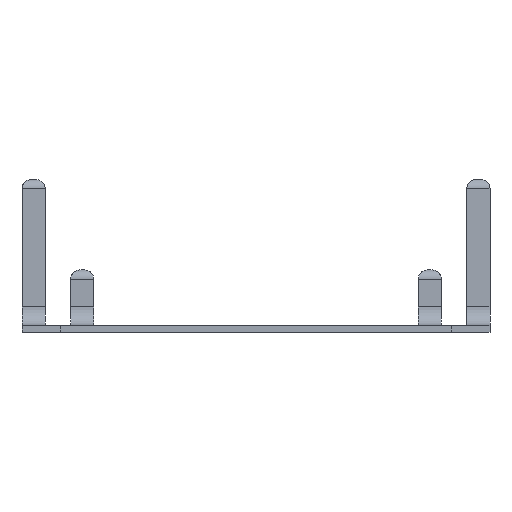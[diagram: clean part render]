
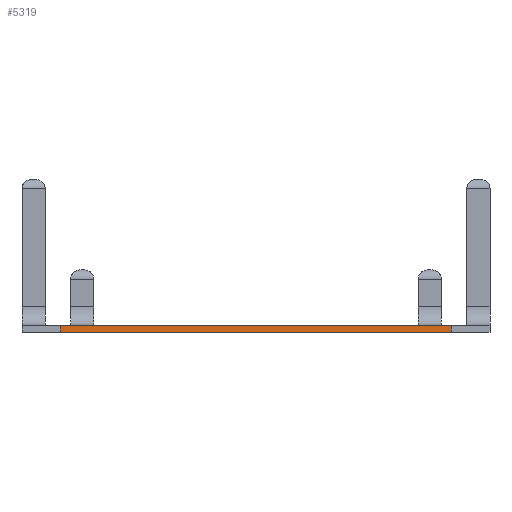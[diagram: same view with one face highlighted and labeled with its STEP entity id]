
A CAD part, front view. The second image highlights one B-rep face of the part: STEP entity #5319.
In plain terms, the highlighted planar face has unit normal (0, -1, 0).
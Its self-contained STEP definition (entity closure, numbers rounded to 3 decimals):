
#315 = PLANE('',#316);
#316 = AXIS2_PLACEMENT_3D('',#317,#318,#319);
#317 = CARTESIAN_POINT('',(-50.5,50.25,1.5));
#318 = DIRECTION('',(0.,0.,1.));
#319 = DIRECTION('',(1.,0.,0.));
#371 = PLANE('',#372);
#372 = AXIS2_PLACEMENT_3D('',#373,#374,#375);
#373 = CARTESIAN_POINT('',(-50.5,50.25,0.));
#374 = DIRECTION('',(0.,0.,1.));
#375 = DIRECTION('',(1.,0.,0.));
#1169 = VERTEX_POINT('',#1170);
#1170 = CARTESIAN_POINT('',(-42.1,-47.35,1.5));
#1184 = PLANE('',#1185);
#1185 = AXIS2_PLACEMENT_3D('',#1186,#1187,#1188);
#1186 = CARTESIAN_POINT('',(-42.1,-50.25,1.5));
#1187 = DIRECTION('',(1.,0.,0.));
#1188 = DIRECTION('',(0.,1.,0.));
#1196 = EDGE_CURVE('',#1169,#1197,#1199,.T.);
#1197 = VERTEX_POINT('',#1198);
#1198 = CARTESIAN_POINT('',(42.1,-47.35,1.5));
#1199 = SURFACE_CURVE('',#1200,(#1204,#1211),.PCURVE_S1.);
#1200 = LINE('',#1201,#1202);
#1201 = CARTESIAN_POINT('',(-42.1,-47.35,1.5));
#1202 = VECTOR('',#1203,1.);
#1203 = DIRECTION('',(1.,0.,0.));
#1204 = PCURVE('',#315,#1205);
#1205 = DEFINITIONAL_REPRESENTATION('',(#1206),#1210);
#1206 = LINE('',#1207,#1208);
#1207 = CARTESIAN_POINT('',(8.4,-97.6));
#1208 = VECTOR('',#1209,1.);
#1209 = DIRECTION('',(1.,0.));
#1210 = ( GEOMETRIC_REPRESENTATION_CONTEXT(2) 
PARAMETRIC_REPRESENTATION_CONTEXT() REPRESENTATION_CONTEXT('2D SPACE',''
  ) );
#1211 = PCURVE('',#1212,#1217);
#1212 = PLANE('',#1213);
#1213 = AXIS2_PLACEMENT_3D('',#1214,#1215,#1216);
#1214 = CARTESIAN_POINT('',(-42.1,-47.35,1.5));
#1215 = DIRECTION('',(0.,-1.,0.));
#1216 = DIRECTION('',(1.,0.,0.));
#1217 = DEFINITIONAL_REPRESENTATION('',(#1218),#1222);
#1218 = LINE('',#1219,#1220);
#1219 = CARTESIAN_POINT('',(0.,0.));
#1220 = VECTOR('',#1221,1.);
#1221 = DIRECTION('',(1.,0.));
#1222 = ( GEOMETRIC_REPRESENTATION_CONTEXT(2) 
PARAMETRIC_REPRESENTATION_CONTEXT() REPRESENTATION_CONTEXT('2D SPACE',''
  ) );
#1240 = PLANE('',#1241);
#1241 = AXIS2_PLACEMENT_3D('',#1242,#1243,#1244);
#1242 = CARTESIAN_POINT('',(42.1,-50.25,1.5));
#1243 = DIRECTION('',(1.,0.,0.));
#1244 = DIRECTION('',(0.,1.,0.));
#2893 = VERTEX_POINT('',#2894);
#2894 = CARTESIAN_POINT('',(-42.1,-47.35,0.));
#2913 = EDGE_CURVE('',#2893,#2914,#2916,.T.);
#2914 = VERTEX_POINT('',#2915);
#2915 = CARTESIAN_POINT('',(42.1,-47.35,0.));
#2916 = SURFACE_CURVE('',#2917,(#2921,#2927),.PCURVE_S1.);
#2917 = LINE('',#2918,#2919);
#2918 = CARTESIAN_POINT('',(-46.3,-47.35,0.));
#2919 = VECTOR('',#2920,1.);
#2920 = DIRECTION('',(1.,0.,0.));
#2921 = PCURVE('',#371,#2922);
#2922 = DEFINITIONAL_REPRESENTATION('',(#2923),#2926);
#2923 = B_SPLINE_CURVE_WITH_KNOTS('',1,(#2924,#2925),.UNSPECIFIED.,.F.,
  .F.,(2,2),(-4.22,96.82),.PIECEWISE_BEZIER_KNOTS.);
#2924 = CARTESIAN_POINT('',(-0.02,-97.6));
#2925 = CARTESIAN_POINT('',(101.02,-97.6));
#2926 = ( GEOMETRIC_REPRESENTATION_CONTEXT(2) 
PARAMETRIC_REPRESENTATION_CONTEXT() REPRESENTATION_CONTEXT('2D SPACE',''
  ) );
#2927 = PCURVE('',#1212,#2928);
#2928 = DEFINITIONAL_REPRESENTATION('',(#2929),#2932);
#2929 = B_SPLINE_CURVE_WITH_KNOTS('',1,(#2930,#2931),.UNSPECIFIED.,.F.,
  .F.,(2,2),(-4.22,96.82),.PIECEWISE_BEZIER_KNOTS.);
#2930 = CARTESIAN_POINT('',(-8.42,-1.5));
#2931 = CARTESIAN_POINT('',(92.62,-1.5));
#2932 = ( GEOMETRIC_REPRESENTATION_CONTEXT(2) 
PARAMETRIC_REPRESENTATION_CONTEXT() REPRESENTATION_CONTEXT('2D SPACE',''
  ) );
#5297 = EDGE_CURVE('',#1197,#2914,#5298,.T.);
#5298 = SURFACE_CURVE('',#5299,(#5303,#5310),.PCURVE_S1.);
#5299 = LINE('',#5300,#5301);
#5300 = CARTESIAN_POINT('',(42.1,-47.35,1.5));
#5301 = VECTOR('',#5302,1.);
#5302 = DIRECTION('',(0.,0.,-1.));
#5303 = PCURVE('',#1240,#5304);
#5304 = DEFINITIONAL_REPRESENTATION('',(#5305),#5309);
#5305 = LINE('',#5306,#5307);
#5306 = CARTESIAN_POINT('',(2.9,0.));
#5307 = VECTOR('',#5308,1.);
#5308 = DIRECTION('',(0.,-1.));
#5309 = ( GEOMETRIC_REPRESENTATION_CONTEXT(2) 
PARAMETRIC_REPRESENTATION_CONTEXT() REPRESENTATION_CONTEXT('2D SPACE',''
  ) );
#5310 = PCURVE('',#1212,#5311);
#5311 = DEFINITIONAL_REPRESENTATION('',(#5312),#5316);
#5312 = LINE('',#5313,#5314);
#5313 = CARTESIAN_POINT('',(84.2,0.));
#5314 = VECTOR('',#5315,1.);
#5315 = DIRECTION('',(0.,-1.));
#5316 = ( GEOMETRIC_REPRESENTATION_CONTEXT(2) 
PARAMETRIC_REPRESENTATION_CONTEXT() REPRESENTATION_CONTEXT('2D SPACE',''
  ) );
#5319 = ADVANCED_FACE('',(#5320),#1212,.T.);
#5320 = FACE_BOUND('',#5321,.T.);
#5321 = EDGE_LOOP('',(#5322,#5323,#5344,#5345));
#5322 = ORIENTED_EDGE('',*,*,#1196,.F.);
#5323 = ORIENTED_EDGE('',*,*,#5324,.T.);
#5324 = EDGE_CURVE('',#1169,#2893,#5325,.T.);
#5325 = SURFACE_CURVE('',#5326,(#5330,#5337),.PCURVE_S1.);
#5326 = LINE('',#5327,#5328);
#5327 = CARTESIAN_POINT('',(-42.1,-47.35,1.5));
#5328 = VECTOR('',#5329,1.);
#5329 = DIRECTION('',(0.,0.,-1.));
#5330 = PCURVE('',#1212,#5331);
#5331 = DEFINITIONAL_REPRESENTATION('',(#5332),#5336);
#5332 = LINE('',#5333,#5334);
#5333 = CARTESIAN_POINT('',(0.,0.));
#5334 = VECTOR('',#5335,1.);
#5335 = DIRECTION('',(0.,-1.));
#5336 = ( GEOMETRIC_REPRESENTATION_CONTEXT(2) 
PARAMETRIC_REPRESENTATION_CONTEXT() REPRESENTATION_CONTEXT('2D SPACE',''
  ) );
#5337 = PCURVE('',#1184,#5338);
#5338 = DEFINITIONAL_REPRESENTATION('',(#5339),#5343);
#5339 = LINE('',#5340,#5341);
#5340 = CARTESIAN_POINT('',(2.9,0.));
#5341 = VECTOR('',#5342,1.);
#5342 = DIRECTION('',(0.,-1.));
#5343 = ( GEOMETRIC_REPRESENTATION_CONTEXT(2) 
PARAMETRIC_REPRESENTATION_CONTEXT() REPRESENTATION_CONTEXT('2D SPACE',''
  ) );
#5344 = ORIENTED_EDGE('',*,*,#2913,.T.);
#5345 = ORIENTED_EDGE('',*,*,#5297,.F.);
